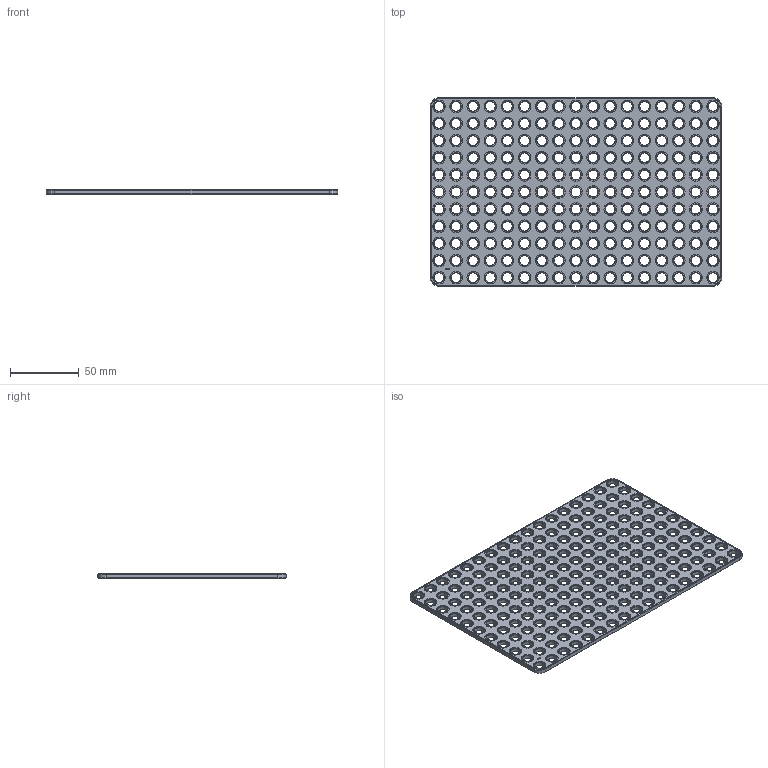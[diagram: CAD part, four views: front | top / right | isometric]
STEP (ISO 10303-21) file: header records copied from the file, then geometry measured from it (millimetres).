
FILE_DESCRIPTION(('FreeCAD Model'),'2;1');
FILE_NAME('Open CASCADE Shape Model','2024-10-08T23:44:30',(''),(''), 'Open CASCADE STEP processor 7.7','FreeCAD','Unknown');
FILE_SCHEMA(('AUTOMOTIVE_DESIGN { 1 0 10303 214 1 1 1 1 }'));
Length unit declared in the file: millimetre
Products named in the file (1): Plate RCT CRNR BU17x11x00.25 - SPN-PLT-0199 (stemfie.org)
Bounding box: 212.5 x 137.5 x 3.12 mm (x, y, z)
Volume: 65030.8 mm3; surface area: 58557 mm2
Topology: 1 solids, 1 shells, 1436 faces, 3252 edges, 2038 vertices
Faces by surface type: plane 510, cylinder 382, cone 382, extrusion 162
Full cylindrical faces by diameter (mm): 7 x187, 9.2 x187
Entity records: 41364 total; most frequent: CARTESIAN_POINT 8047, DIRECTION 6786, ORIENTED_EDGE 6504, EDGE_CURVE 3252, AXIS2_PLACEMENT_3D 2421, VERTEX_POINT 2038, FACE_BOUND 2030, EDGE_LOOP 2030
